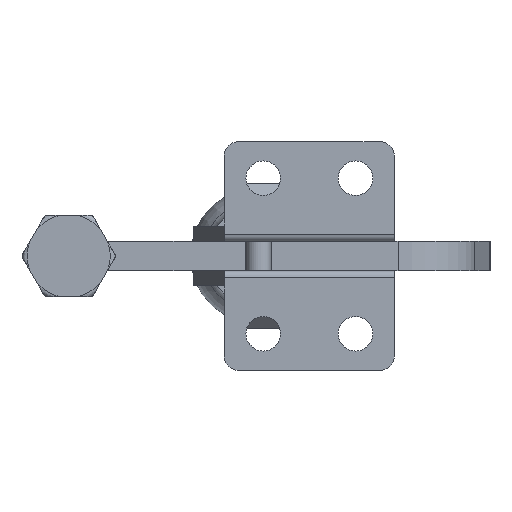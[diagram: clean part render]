
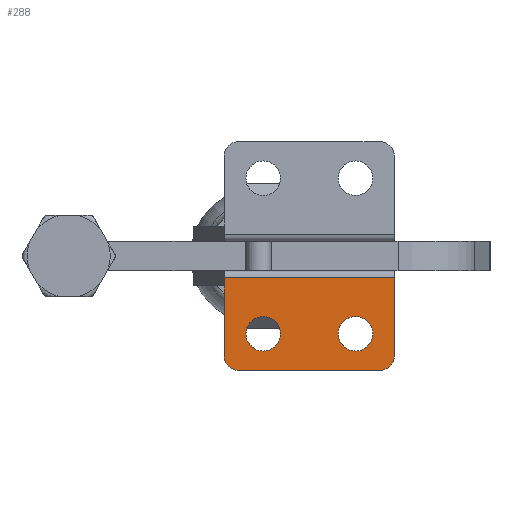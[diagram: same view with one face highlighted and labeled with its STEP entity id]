
A CAD part, front view. The second image highlights one B-rep face of the part: STEP entity #288.
In plain terms, the highlighted planar face has unit normal (0, -1, 0).
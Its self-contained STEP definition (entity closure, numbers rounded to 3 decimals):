
#288 = ADVANCED_FACE( '', ( #773, #774, #775 ), #776, .T. );
#773 = FACE_BOUND( '', #1301, .T. );
#774 = FACE_BOUND( '', #1302, .T. );
#775 = FACE_OUTER_BOUND( '', #1303, .T. );
#776 = PLANE( '', #1304 );
#1301 = EDGE_LOOP( '', ( #3211, #3212 ) );
#1302 = EDGE_LOOP( '', ( #3213, #3214 ) );
#1303 = EDGE_LOOP( '', ( #3215, #3216, #3217, #3218, #3219, #3220 ) );
#1304 = AXIS2_PLACEMENT_3D( '', #3221, #3222, #3223 );
#3211 = ORIENTED_EDGE( '', *, *, #3518, .T. );
#3212 = ORIENTED_EDGE( '', *, *, #4041, .T. );
#3213 = ORIENTED_EDGE( '', *, *, #3510, .T. );
#3214 = ORIENTED_EDGE( '', *, *, #4045, .T. );
#3215 = ORIENTED_EDGE( '', *, *, #4050, .T. );
#3216 = ORIENTED_EDGE( '', *, *, #4102, .T. );
#3217 = ORIENTED_EDGE( '', *, *, #4059, .T. );
#3218 = ORIENTED_EDGE( '', *, *, #4103, .T. );
#3219 = ORIENTED_EDGE( '', *, *, #4104, .F. );
#3220 = ORIENTED_EDGE( '', *, *, #4075, .T. );
#3221 = CARTESIAN_POINT( '', ( 25.6, 0., -23.5 ) );
#3222 = DIRECTION( '', ( 0., -1., 0. ) );
#3223 = DIRECTION( '', ( 0., 0., -1. ) );
#3510 = EDGE_CURVE( '', #4256, #4260, #4262, .T. );
#3518 = EDGE_CURVE( '', #4272, #4276, #4278, .T. );
#4041 = EDGE_CURVE( '', #4276, #4272, #5159, .T. );
#4045 = EDGE_CURVE( '', #4260, #4256, #5163, .T. );
#4050 = EDGE_CURVE( '', #5170, #5167, #5171, .T. );
#4059 = EDGE_CURVE( '', #5188, #5186, #5189, .T. );
#4075 = EDGE_CURVE( '', #5216, #5170, #5217, .T. );
#4102 = EDGE_CURVE( '', #5167, #5188, #5250, .T. );
#4103 = EDGE_CURVE( '', #5186, #5251, #5252, .T. );
#4104 = EDGE_CURVE( '', #5216, #5251, #5253, .T. );
#4256 = VERTEX_POINT( '', #5387 );
#4260 = VERTEX_POINT( '', #5392 );
#4262 = CIRCLE( '', #5395, 3.55 );
#4272 = VERTEX_POINT( '', #5407 );
#4276 = VERTEX_POINT( '', #5412 );
#4278 = CIRCLE( '', #5415, 3.55 );
#5159 = CIRCLE( '', #8620, 3.55 );
#5163 = CIRCLE( '', #8624, 3.55 );
#5167 = VERTEX_POINT( '', #8628 );
#5170 = VERTEX_POINT( '', #8632 );
#5171 = CIRCLE( '', #8633, 3. );
#5186 = VERTEX_POINT( '', #8651 );
#5188 = VERTEX_POINT( '', #8654 );
#5189 = CIRCLE( '', #8655, 3. );
#5216 = VERTEX_POINT( '', #8692 );
#5217 = LINE( '', #8693, #8694 );
#5250 = LINE( '', #8747, #8748 );
#5251 = VERTEX_POINT( '', #8749 );
#5252 = LINE( '', #8750, #8751 );
#5253 = LINE( '', #8752, #8753 );
#5387 = CARTESIAN_POINT( '', ( 43.55, 0., -16. ) );
#5392 = CARTESIAN_POINT( '', ( 36.45, 0., -16. ) );
#5395 = AXIS2_PLACEMENT_3D( '', #8933, #8934, #8935 );
#5407 = CARTESIAN_POINT( '', ( 62.55, 0., -16. ) );
#5412 = CARTESIAN_POINT( '', ( 55.45, 0., -16. ) );
#5415 = AXIS2_PLACEMENT_3D( '', #8949, #8950, #8951 );
#8620 = AXIS2_PLACEMENT_3D( '', #9830, #9831, #9832 );
#8624 = AXIS2_PLACEMENT_3D( '', #9842, #9843, #9844 );
#8628 = CARTESIAN_POINT( '', ( 34.634, 0., -23.5 ) );
#8632 = CARTESIAN_POINT( '', ( 31.98, 0., -20.52 ) );
#8633 = AXIS2_PLACEMENT_3D( '', #9855, #9856, #9857 );
#8651 = CARTESIAN_POINT( '', ( 67., 0., -20.52 ) );
#8654 = CARTESIAN_POINT( '', ( 64.346, 0., -23.5 ) );
#8655 = AXIS2_PLACEMENT_3D( '', #9874, #9875, #9876 );
#8692 = CARTESIAN_POINT( '', ( 31.98, 0., -4.5 ) );
#8693 = CARTESIAN_POINT( '', ( 31.98, 0., 358.25 ) );
#8694 = VECTOR( '', #9902, 1. );
#8747 = CARTESIAN_POINT( '', ( 25.6, 0., -23.5 ) );
#8748 = VECTOR( '', #9941, 1. );
#8749 = CARTESIAN_POINT( '', ( 67., 0., -4.5 ) );
#8750 = CARTESIAN_POINT( '', ( 67., 0., -4.5 ) );
#8751 = VECTOR( '', #9942, 1. );
#8752 = CARTESIAN_POINT( '', ( 25.6, 0., -4.5 ) );
#8753 = VECTOR( '', #9943, 1. );
#8933 = CARTESIAN_POINT( '', ( 40., 0., -16. ) );
#8934 = DIRECTION( '', ( 0., 1., 0. ) );
#8935 = DIRECTION( '', ( 1., 0., 0. ) );
#8949 = CARTESIAN_POINT( '', ( 59., 0., -16. ) );
#8950 = DIRECTION( '', ( 0., 1., 0. ) );
#8951 = DIRECTION( '', ( 1., 0., 0. ) );
#9830 = CARTESIAN_POINT( '', ( 59., 0., -16. ) );
#9831 = DIRECTION( '', ( 0., 1., 0. ) );
#9832 = DIRECTION( '', ( 1., 0., 0. ) );
#9842 = CARTESIAN_POINT( '', ( 40., 0., -16. ) );
#9843 = DIRECTION( '', ( 0., 1., 0. ) );
#9844 = DIRECTION( '', ( 1., 0., 0. ) );
#9855 = CARTESIAN_POINT( '', ( 34.98, 0., -20.52 ) );
#9856 = DIRECTION( '', ( 0., -1., 0. ) );
#9857 = DIRECTION( '', ( 0., 0., -1. ) );
#9874 = CARTESIAN_POINT( '', ( 64., 0., -20.52 ) );
#9875 = DIRECTION( '', ( 0., -1., 0. ) );
#9876 = DIRECTION( '', ( 1., 0., 0. ) );
#9902 = DIRECTION( '', ( 0., 0., -1. ) );
#9941 = DIRECTION( '', ( 1., 0., 0. ) );
#9942 = DIRECTION( '', ( 0., 0., 1. ) );
#9943 = DIRECTION( '', ( 1., 0., 0. ) );
